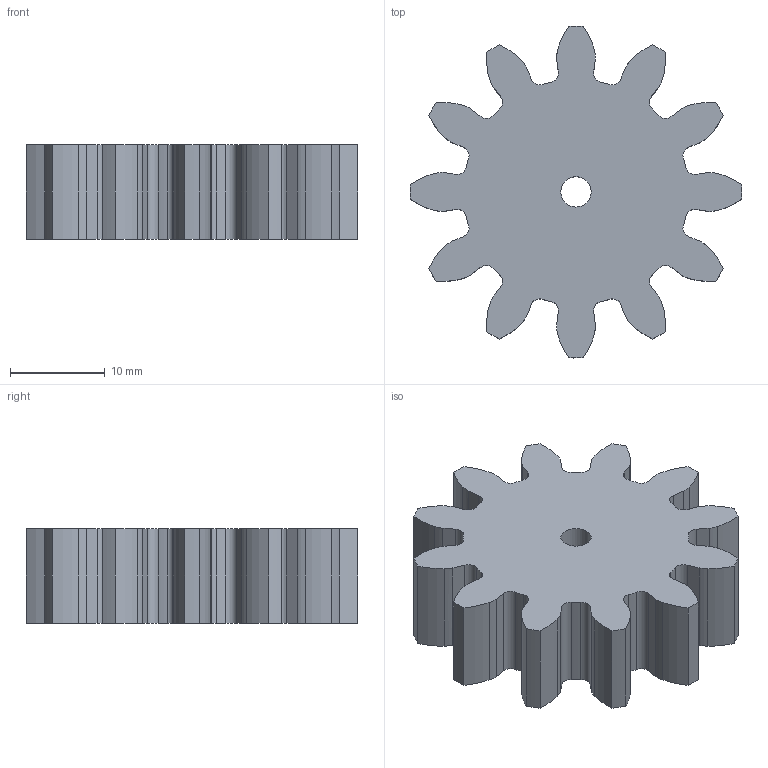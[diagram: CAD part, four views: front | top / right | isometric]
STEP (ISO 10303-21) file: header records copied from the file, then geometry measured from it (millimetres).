
FILE_DESCRIPTION(('FreeCAD Model'),'2;1');
FILE_NAME('engranaje central 12 dientes .step','2018-06-06T02:03:06',('Author'),(''), 'Open CASCADE STEP processor 7.2','FreeCAD','Unknown');
FILE_SCHEMA(('AUTOMOTIVE_DESIGN { 1 0 10303 214 1 1 1 1 }'));
Length unit declared in the file: millimetre
Products named in the file (1): engranaje_central_12_dientes_(Solid)
Bounding box: 35 x 35 x 10 mm (x, y, z)
Volume: 6718.9 mm3; surface area: 3321.8 mm2
Topology: 1 solids, 1 shells, 123 faces, 363 edges, 242 vertices
Faces by surface type: cylinder 49, extrusion 48, plane 26
Full cylindrical faces by diameter (mm): 3.2 x1
Entity records: 9345 total; most frequent: CARTESIAN_POINT 2475, DIRECTION 1145, VECTOR 749, ORIENTED_EDGE 726, PCURVE 726, DEFINITIONAL_REPRESENTATION 726, LINE 701, EDGE_CURVE 363
